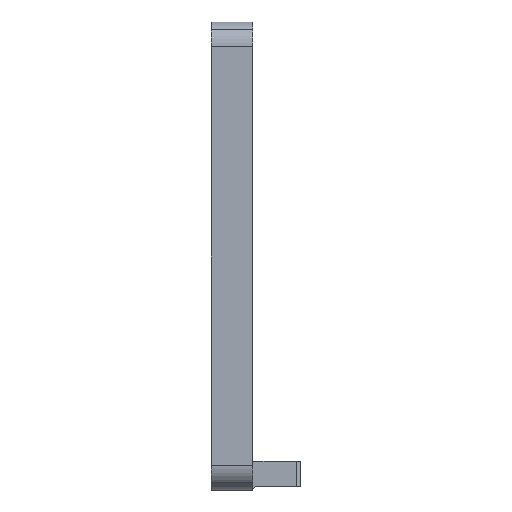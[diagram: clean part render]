
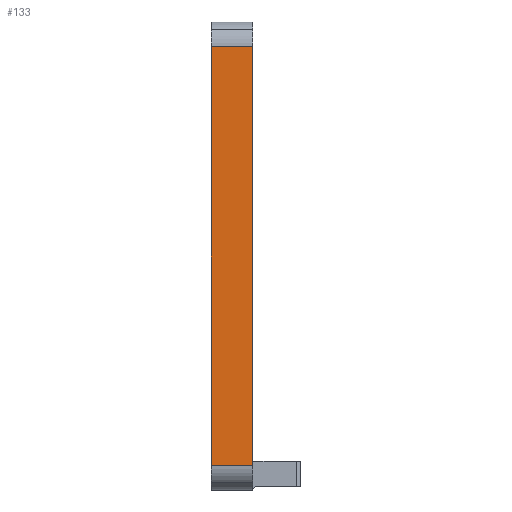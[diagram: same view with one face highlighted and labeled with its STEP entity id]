
A CAD part, left-side view. The second image highlights one B-rep face of the part: STEP entity #133.
In plain terms, the highlighted planar face has unit normal (-1, 0, 0).
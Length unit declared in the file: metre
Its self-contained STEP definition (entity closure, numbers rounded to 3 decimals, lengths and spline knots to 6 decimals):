
#133=ADVANCED_FACE('1:4379',(#348),#349,.T.);
#348=FACE_OUTER_BOUND('',#596,.T.);
#349=PLANE('',#597);
#596=EDGE_LOOP('',(#1393,#1394,#1395,#1396));
#597=AXIS2_PLACEMENT_3D('',#1397,#1398,#1399);
#1393=ORIENTED_EDGE('',*,*,#1835,.F.);
#1394=ORIENTED_EDGE('',*,*,#1668,.F.);
#1395=ORIENTED_EDGE('',*,*,#1885,.T.);
#1396=ORIENTED_EDGE('',*,*,#1895,.F.);
#1397=CARTESIAN_POINT('',(-0.04965,0.011814,-0.008135));
#1398=DIRECTION('',(-1.0,0.,0.));
#1399=DIRECTION('',(0.,0.,1.0));
#1668=EDGE_CURVE('1:4955',#2033,#2035,#2036,.T.);
#1835=EDGE_CURVE('1:4757',#2035,#2321,#2322,.F.);
#1885=EDGE_CURVE('1:4922',#2033,#2384,#2386,.F.);
#1895=EDGE_CURVE('1:4958',#2321,#2384,#2398,.T.);
#2033=VERTEX_POINT('',#2567);
#2035=VERTEX_POINT('',#2569);
#2036=LINE('',#2570,#2571);
#2321=VERTEX_POINT('',#2954);
#2322=LINE('',#2955,#2956);
#2384=VERTEX_POINT('',#3040);
#2386=LINE('',#3042,#3043);
#2398=LINE('',#3059,#3060);
#2567=CARTESIAN_POINT('',(-0.04965,0.014714,0.018052));
#2569=CARTESIAN_POINT('',(-0.04965,0.009714,0.018052));
#2570=CARTESIAN_POINT('',(-0.04965,0.011814,0.018052));
#2571=VECTOR('',#3205,1.0);
#2954=CARTESIAN_POINT('',(-0.04965,0.009714,-0.032323));
#2955=CARTESIAN_POINT('',(-0.04965,0.009714,-0.005649));
#2956=VECTOR('',#3508,1.0);
#3040=CARTESIAN_POINT('',(-0.04965,0.014714,-0.032323));
#3042=CARTESIAN_POINT('',(-0.04965,0.014714,-0.021729));
#3043=VECTOR('',#3612,1.0);
#3059=CARTESIAN_POINT('',(-0.04965,0.011814,-0.032323));
#3060=VECTOR('',#3632,1.0);
#3205=DIRECTION('',(0.,-1.0,0.));
#3508=DIRECTION('',(0.,0.,1.0));
#3612=DIRECTION('',(0.,0.,1.0));
#3632=DIRECTION('',(0.,1.0,0.));
